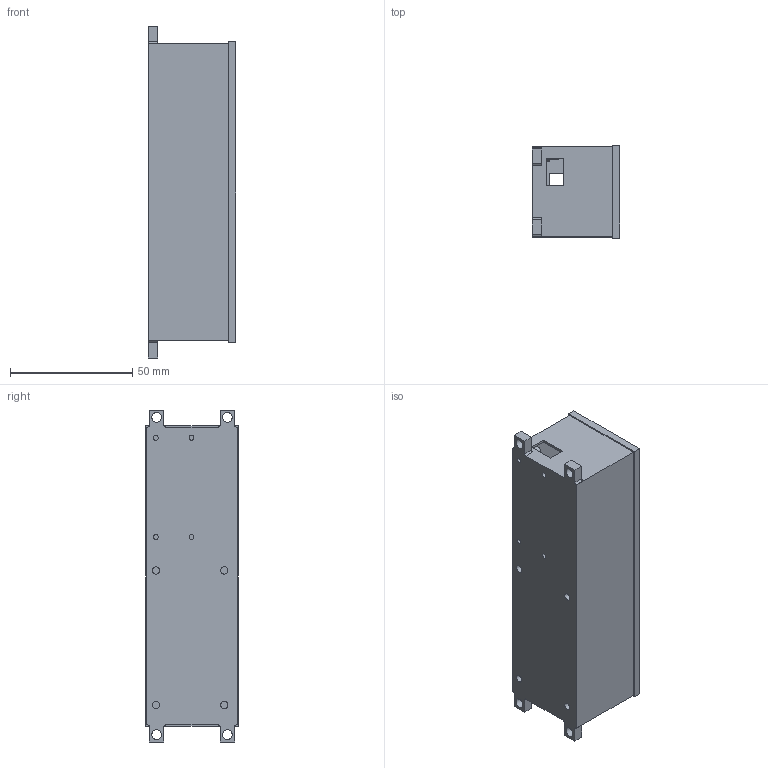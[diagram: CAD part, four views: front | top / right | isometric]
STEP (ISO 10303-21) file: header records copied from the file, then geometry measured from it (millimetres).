
FILE_DESCRIPTION(/* description */ (''),/* implementation_level */ '2;1');
FILE_NAME(/* name */ '',/* time_stamp */ '2023-02-19T14:59:00+03:00',/* author */ (''),/* organization */ (''),/* preprocessor_version */ 'ST-DEVELOPER v19.2',/* originating_system */ 'Autodesk Translation Framework v11.17.0.187',/* authorisation */ '');
FILE_SCHEMA (('AUTOMOTIVE_DESIGN { 1 0 10303 214 3 1 1 }'));
Length unit declared in the file: millimetre
Products named in the file (1): Коробка под 
электроннику
Bounding box: 36 x 38 x 136 mm (x, y, z)
Volume: 36297 mm3; surface area: 38236.6 mm2
Topology: 1 solids, 1 shells, 110 faces, 291 edges, 194 vertices
Faces by surface type: plane 73, cylinder 29, torus 8
Full cylindrical faces by diameter (mm): 2 x4, 3 x8, 4 x4, 4.5 x4, 15 x1
Entity records: 3530 total; most frequent: CARTESIAN_POINT 596, DIRECTION 595, ORIENTED_EDGE 582, EDGE_CURVE 291, LINE 209, VECTOR 209, VERTEX_POINT 194, AXIS2_PLACEMENT_3D 193
